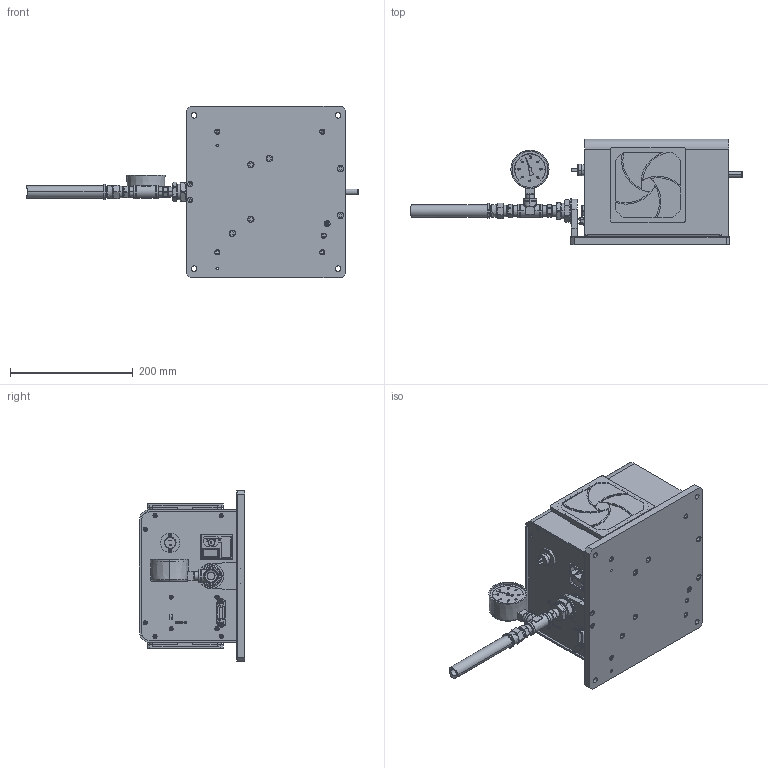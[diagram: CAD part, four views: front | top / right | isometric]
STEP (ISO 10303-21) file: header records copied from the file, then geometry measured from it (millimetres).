
FILE_DESCRIPTION (( 'STEP AP214' ), '1' );
FILE_NAME ('HD-515-0100_C_EF.STEP', '2014-05-05T15:56:21', ( 'magtrol' ), ( '' ), 'SwSTEP 2.0', 'SolidWorks 2014', '' );
FILE_SCHEMA (( 'AUTOMOTIVE_DESIGN' ));
Length unit declared in the file: inch
Products named in the file (1): HD-515-0100_C_EF
Bounding box: 541.53 x 171.45 x 279.4 mm (x, y, z)
Surface area: 583417.6 mm2 (no closed solid volume)
Topology: 0 solids, 105 shells, 999 faces, 3687 edges, 2758 vertices
Faces by surface type: plane 473, cylinder 332, torus 92, cone 63, bspline 39
Entity records: 56278 total; most frequent: CARTESIAN_POINT 12583, DIRECTION 6326, ORIENTED_EDGE 5529, EDGE_CURVE 3687, VERTEX_POINT 2758, AXIS2_PLACEMENT_3D 2152, LINE 2022, VECTOR 2022
